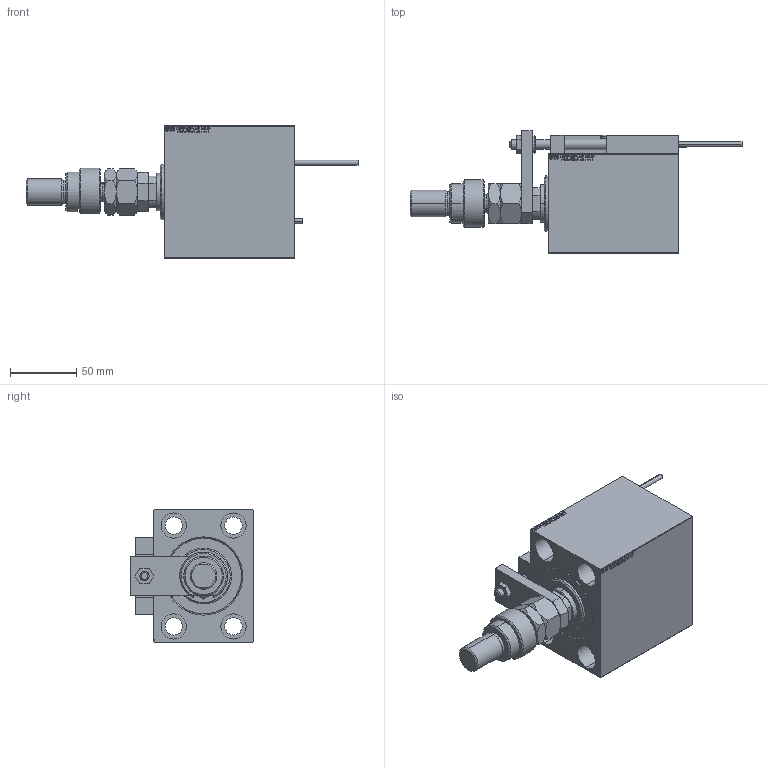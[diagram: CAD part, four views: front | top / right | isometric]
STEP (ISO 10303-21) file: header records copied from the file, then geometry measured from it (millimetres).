
FILE_DESCRIPTION (( 'STEP AP203' ), '1' );
FILE_NAME ('e998.STEP', '2021-11-01T16:41:46', ( '' ), ( '' ), 'SwSTEP 2.0', 'SolidWorks 2019', '' );
FILE_SCHEMA (( 'CONFIG_CONTROL_DESIGN' ));
Length unit declared in the file: millimetre
Products named in the file (18): ALLEN BOLT D8 4c9371498b41ecbc92c087d9494770ba; NUT_D12 4c9371498b41ecbc92c087d9494770ba; V450CM_C 4c9371498b41ecbc92c087d9494770ba; Block 4c9371498b41ecbc92c087d9494770ba; SWITCH X 4c9371498b41ecbc92c087d9494770ba; V450CM_C_VCP 4c9371498b41ecbc92c087d9494770ba; e998; KONCOVKA 4c9371498b41ecbc92c087d9494770ba; V450CM_VC_B 4c9371498b41ecbc92c087d9494770ba; FEMALE_PART_FOR_DFA 4c9371498b41ecbc92c087d9494770ba; TYC_L79 4c9371498b41ecbc92c087d9494770ba; X_Y_DFA 4c9371498b41ecbc92c087d9494770ba; SWITCH_X_FRONT_BACK 4c9371498b41ecbc92c087d9494770ba; MFA 4c9371498b41ecbc92c087d9494770ba; ZARAZKA 4c9371498b41ecbc92c087d9494770ba; ALLEN BOLT D5 4c9371498b41ecbc92c087d9494770ba; SWITCH DIM B,W 4c9371498b41ecbc92c087d9494770ba; MAGNET 4c9371498b41ecbc92c087d9494770ba
Assembly tree (27 placements, depth 3):
  e998
    V450CM_C 4c9371498b41ecbc92c087d9494770ba
    SWITCH X 4c9371498b41ecbc92c087d9494770ba
      SWITCH_X_FRONT_BACK 4c9371498b41ecbc92c087d9494770ba  x2
      TYC_L79 4c9371498b41ecbc92c087d9494770ba
      Block 4c9371498b41ecbc92c087d9494770ba  x2
      ALLEN BOLT D5 4c9371498b41ecbc92c087d9494770ba  x4
      ALLEN BOLT D8 4c9371498b41ecbc92c087d9494770ba  x4
      MAGNET 4c9371498b41ecbc92c087d9494770ba  x2
      KONCOVKA 4c9371498b41ecbc92c087d9494770ba  x2
    NUT_D12 4c9371498b41ecbc92c087d9494770ba
    SWITCH DIM B,W 4c9371498b41ecbc92c087d9494770ba
    ZARAZKA 4c9371498b41ecbc92c087d9494770ba
    V450CM_C_VCP 4c9371498b41ecbc92c087d9494770ba
    V450CM_VC_B 4c9371498b41ecbc92c087d9494770ba
    X_Y_DFA 4c9371498b41ecbc92c087d9494770ba
      FEMALE_PART_FOR_DFA 4c9371498b41ecbc92c087d9494770ba
      MFA 4c9371498b41ecbc92c087d9494770ba
Bounding box: 250 x 92.5 x 100 mm (x, y, z)
Volume: 733436 mm3; surface area: 150732.6 mm2
Topology: 25 solids, 25 shells, 1366 faces, 3244 edges, 2063 vertices
Faces by surface type: plane 589, bspline 380, cylinder 199, cone 146, torus 48, sphere 4
Entity records: 52952 total; most frequent: CARTESIAN_POINT 26636, ORIENTED_EDGE 5508, DIRECTION 3830, EDGE_CURVE 2754, VERTEX_POINT 1787, VECTOR 1540, LINE 1540, EDGE_LOOP 1279
